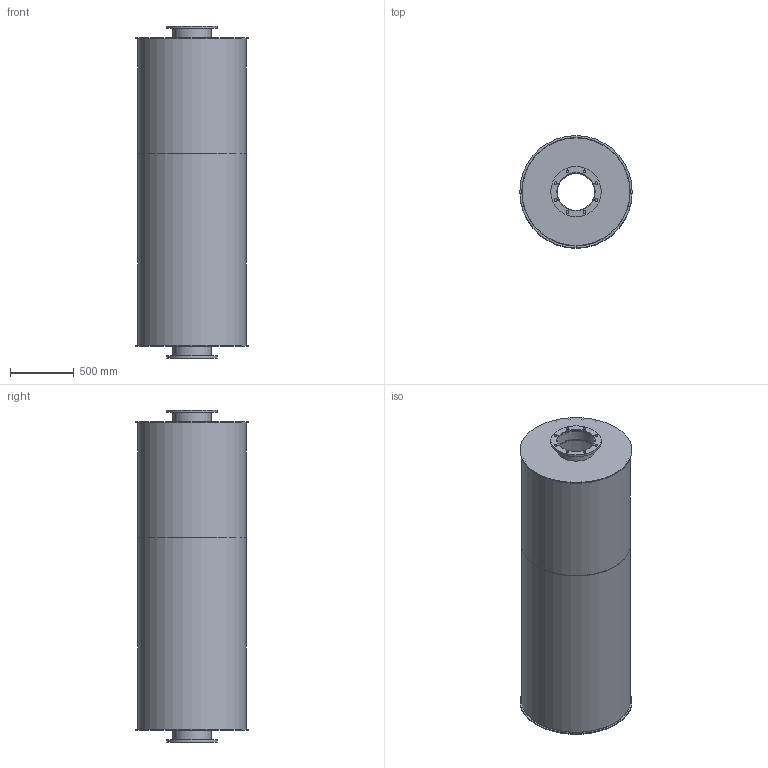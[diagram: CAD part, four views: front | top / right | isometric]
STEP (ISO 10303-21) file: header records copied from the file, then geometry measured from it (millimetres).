
FILE_DESCRIPTION(/* description */ (''),/* implementation_level */ '2;1');
FILE_NAME(/* name */ 'SCS 11.stp',/* time_stamp */ '2014-10-20T11:59:28+02:00',/* author */ ('Tekenkamer'),/* organization */ (''),/* preprocessor_version */ 'ST-DEVELOPER v15.6',/* originating_system */ 'Autodesk Inventor 2015',/* authorisation */ '');
FILE_SCHEMA (('AUTOMOTIVE_DESIGN { 1 0 10303 214 3 1 1 }'));
Length unit declared in the file: millimetre
Products named in the file (1): MAAT3D
Bounding box: 880 x 880 x 2600 mm (x, y, z)
Volume: 30155918.5 mm3; surface area: 15745012.1 mm2
Topology: 8 solids, 8 shells, 48 faces, 96 edges, 64 vertices
Faces by surface type: cylinder 32, plane 16
Full cylindrical faces by diameter (mm): 22 x16, 292 x2, 298 x2, 300 x4, 395 x2, 844 x2, 850 x2, 880 x2
Entity records: 1244 total; most frequent: DIRECTION 226, CARTESIAN_POINT 177, EDGE_LOOP 128, ORIENTED_EDGE 128, AXIS2_PLACEMENT_3D 113, FACE_BOUND 80, CIRCLE 64, VERTEX_POINT 64
